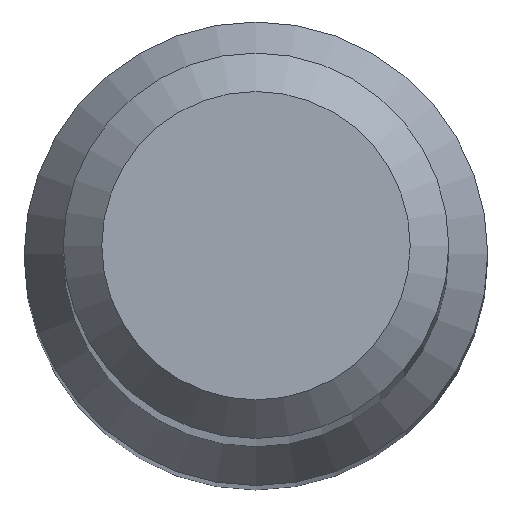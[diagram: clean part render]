
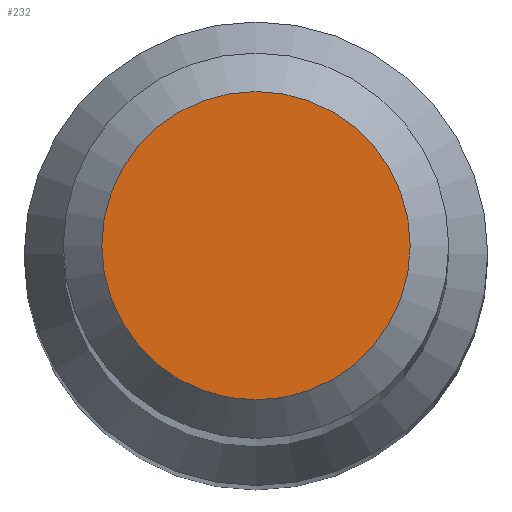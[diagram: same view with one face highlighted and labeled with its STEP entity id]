
A CAD part, top view. The second image highlights one B-rep face of the part: STEP entity #232.
In plain terms, the highlighted planar face has unit normal (0, 0, 1).
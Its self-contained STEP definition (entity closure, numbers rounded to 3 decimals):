
#13 = DIRECTION ( 'NONE',  ( 0., 0., -1. ) ) ;
#20 = ORIENTED_EDGE ( 'NONE', *, *, #85, .F. ) ;
#22 = DIRECTION ( 'NONE',  ( 0., 1., 0. ) ) ;
#40 = FACE_OUTER_BOUND ( 'NONE', #128, .T. ) ;
#60 = VERTEX_POINT ( 'NONE', #89 ) ;
#84 = AXIS2_PLACEMENT_3D ( 'NONE', #121, #132, #22 ) ;
#85 = EDGE_CURVE ( 'NONE', #60, #60, #130, .T. ) ;
#89 = CARTESIAN_POINT ( 'NONE',  ( 0., 1.2, 56. ) ) ;
#121 = CARTESIAN_POINT ( 'NONE',  ( 0., 0., 56. ) ) ;
#125 = DIRECTION ( 'NONE',  ( 0., 1., 0. ) ) ;
#128 = EDGE_LOOP ( 'NONE', ( #20 ) ) ;
#130 = CIRCLE ( 'NONE', #84, 1.2 ) ;
#132 = DIRECTION ( 'NONE',  ( 0., 0., -1. ) ) ;
#144 = PLANE ( 'NONE',  #163 ) ;
#160 = CARTESIAN_POINT ( 'NONE',  ( 0., 0., 56. ) ) ;
#163 = AXIS2_PLACEMENT_3D ( 'NONE', #160, #13, #125 ) ;
#232 = ADVANCED_FACE ( 'NONE', ( #40 ), #144, .F. ) ;
